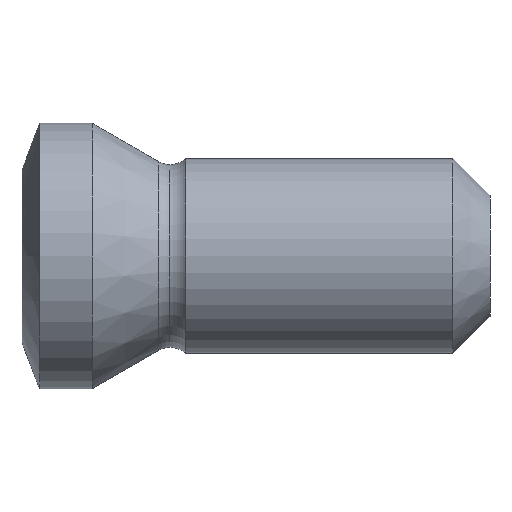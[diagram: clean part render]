
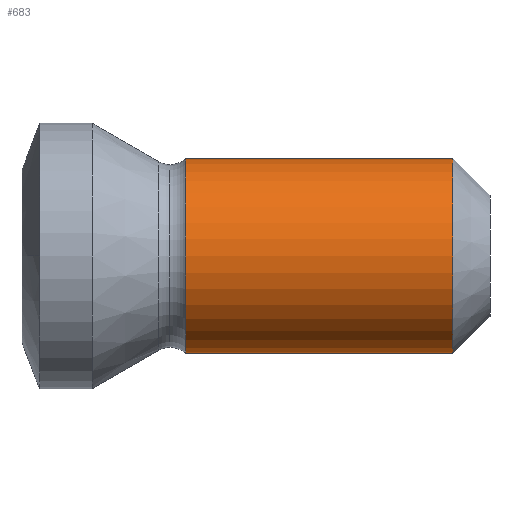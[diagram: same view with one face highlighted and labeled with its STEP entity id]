
A CAD part, front view. The second image highlights one B-rep face of the part: STEP entity #683.
In plain terms, the highlighted cylindrical face has radius 1.25 mm (diameter 2.5 mm), a partial arc.
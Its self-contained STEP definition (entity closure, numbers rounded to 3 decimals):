
#18 = EDGE_CURVE ( 'NONE', #1015, #396, #452, .T. ) ;
#54 = CARTESIAN_POINT ( 'NONE',  ( 2.1, 0., 1.25 ) ) ;
#65 = CARTESIAN_POINT ( 'NONE',  ( -1.163, 0., -1.25 ) ) ;
#94 = CARTESIAN_POINT ( 'NONE',  ( 5.525, 0., 1.25 ) ) ;
#132 = LINE ( 'NONE', #453, #449 ) ;
#168 = DIRECTION ( 'NONE',  ( -1., 0., 0. ) ) ;
#197 = VERTEX_POINT ( 'NONE', #54 ) ;
#234 = VECTOR ( 'NONE', #415, 1000. ) ;
#246 = CYLINDRICAL_SURFACE ( 'NONE', #1067, 1.25 ) ;
#252 = CARTESIAN_POINT ( 'NONE',  ( -1.163, 0., 0. ) ) ;
#255 = EDGE_CURVE ( 'NONE', #1015, #455, #326, .T. ) ;
#300 = ORIENTED_EDGE ( 'NONE', *, *, #677, .F. ) ;
#309 = AXIS2_PLACEMENT_3D ( 'NONE', #917, #908, #993 ) ;
#326 = LINE ( 'NONE', #65, #234 ) ;
#344 = ORIENTED_EDGE ( 'NONE', *, *, #867, .T. ) ;
#396 = VERTEX_POINT ( 'NONE', #94 ) ;
#408 = ORIENTED_EDGE ( 'NONE', *, *, #18, .T. ) ;
#415 = DIRECTION ( 'NONE',  ( -1., 0., 0. ) ) ;
#447 = DIRECTION ( 'NONE',  ( -1., 0., 0. ) ) ;
#449 = VECTOR ( 'NONE', #447, 1000. ) ;
#452 = CIRCLE ( 'NONE', #309, 1.25 ) ;
#453 = CARTESIAN_POINT ( 'NONE',  ( -1.163, 0., 1.25 ) ) ;
#455 = VERTEX_POINT ( 'NONE', #527 ) ;
#527 = CARTESIAN_POINT ( 'NONE',  ( 2.1, 0., -1.25 ) ) ;
#580 = CARTESIAN_POINT ( 'NONE',  ( 2.1, 0., 0. ) ) ;
#657 = CIRCLE ( 'NONE', #1105, 1.25 ) ;
#677 = EDGE_CURVE ( 'NONE', #455, #197, #657, .T. ) ;
#683 = ADVANCED_FACE ( 'NONE', ( #1112 ), #246, .T. ) ;
#732 = CARTESIAN_POINT ( 'NONE',  ( 5.525, 0., -1.25 ) ) ;
#867 = EDGE_CURVE ( 'NONE', #396, #197, #132, .T. ) ;
#908 = DIRECTION ( 'NONE',  ( -1., 0., 0. ) ) ;
#917 = CARTESIAN_POINT ( 'NONE',  ( 5.525, 0., 0. ) ) ;
#921 = ORIENTED_EDGE ( 'NONE', *, *, #255, .F. ) ;
#958 = EDGE_LOOP ( 'NONE', ( #921, #408, #344, #300 ) ) ;
#993 = DIRECTION ( 'NONE',  ( 0., 0., 1. ) ) ;
#1015 = VERTEX_POINT ( 'NONE', #732 ) ;
#1034 = DIRECTION ( 'NONE',  ( 0., 0., 1. ) ) ;
#1043 = DIRECTION ( 'NONE',  ( 0., 0., 1. ) ) ;
#1067 = AXIS2_PLACEMENT_3D ( 'NONE', #252, #1118, #1043 ) ;
#1105 = AXIS2_PLACEMENT_3D ( 'NONE', #580, #168, #1034 ) ;
#1112 = FACE_OUTER_BOUND ( 'NONE', #958, .T. ) ;
#1118 = DIRECTION ( 'NONE',  ( -1., 0., 0. ) ) ;
